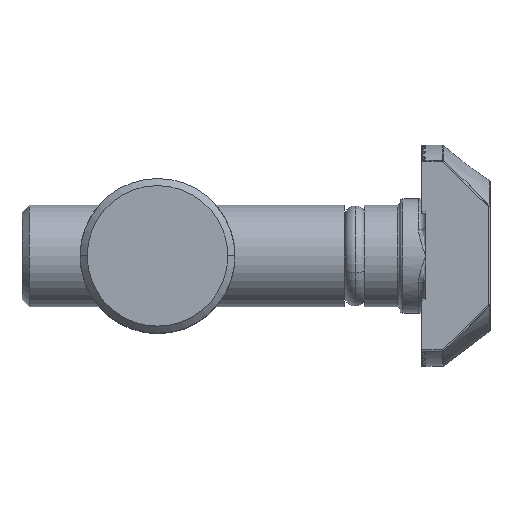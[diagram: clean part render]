
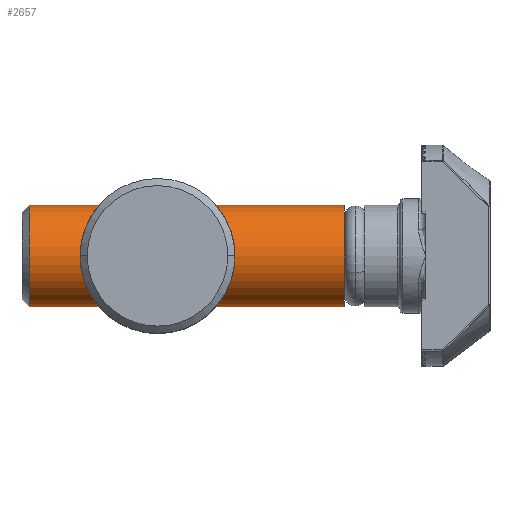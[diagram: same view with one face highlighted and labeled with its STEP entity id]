
A CAD part, top view. The second image highlights one B-rep face of the part: STEP entity #2657.
In plain terms, the highlighted cylindrical face has radius 3.55 mm (diameter 7.1 mm), a partial arc.
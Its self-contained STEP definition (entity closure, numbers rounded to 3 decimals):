
#237 = ORIENTED_EDGE ( 'NONE', *, *, #12773, .T. ) ;
#345 = CARTESIAN_POINT ( 'NONE',  ( 0., 22.6, -3.55 ) ) ;
#1365 = DIRECTION ( 'NONE',  ( 0., 0., -1. ) ) ;
#1404 = CARTESIAN_POINT ( 'NONE',  ( 0., 0., 0. ) ) ;
#1455 = LINE ( 'NONE', #8215, #9451 ) ;
#1881 = ORIENTED_EDGE ( 'NONE', *, *, #5673, .T. ) ;
#2657 = ADVANCED_FACE ( 'NONE', ( #11288 ), #5058, .T. ) ;
#3124 = AXIS2_PLACEMENT_3D ( 'NONE', #10683, #4405, #11748 ) ;
#3492 = DIRECTION ( 'NONE',  ( 0., -1., 0. ) ) ;
#3679 = VECTOR ( 'NONE', #13036, 1000. ) ;
#3891 = ORIENTED_EDGE ( 'NONE', *, *, #5663, .T. ) ;
#3901 = CIRCLE ( 'NONE', #7025, 3.55 ) ;
#4020 = LINE ( 'NONE', #10910, #3679 ) ;
#4405 = DIRECTION ( 'NONE',  ( 0., -1., 0. ) ) ;
#4511 = CARTESIAN_POINT ( 'NONE',  ( 0., 22.6, 3.55 ) ) ;
#5058 = CYLINDRICAL_SURFACE ( 'NONE', #10478, 3.55 ) ;
#5120 = VERTEX_POINT ( 'NONE', #345 ) ;
#5122 = DIRECTION ( 'NONE',  ( 0., 1., 0. ) ) ;
#5663 = EDGE_CURVE ( 'NONE', #13277, #11876, #3901, .T. ) ;
#5673 = EDGE_CURVE ( 'NONE', #12208, #13277, #1455, .T. ) ;
#6020 = EDGE_LOOP ( 'NONE', ( #237, #1881, #3891, #7137 ) ) ;
#6454 = CIRCLE ( 'NONE', #3124, 3.55 ) ;
#7025 = AXIS2_PLACEMENT_3D ( 'NONE', #11397, #5122, #12460 ) ;
#7137 = ORIENTED_EDGE ( 'NONE', *, *, #9367, .F. ) ;
#8215 = CARTESIAN_POINT ( 'NONE',  ( 0., 0., 3.55 ) ) ;
#9243 = CARTESIAN_POINT ( 'NONE',  ( 0., 0.5, 3.55 ) ) ;
#9367 = EDGE_CURVE ( 'NONE', #5120, #11876, #4020, .T. ) ;
#9451 = VECTOR ( 'NONE', #10347, 1000. ) ;
#10347 = DIRECTION ( 'NONE',  ( 0., -1., 0. ) ) ;
#10478 = AXIS2_PLACEMENT_3D ( 'NONE', #1404, #3492, #1365 ) ;
#10683 = CARTESIAN_POINT ( 'NONE',  ( 0., 22.6, 0. ) ) ;
#10910 = CARTESIAN_POINT ( 'NONE',  ( 0., 0., -3.55 ) ) ;
#11288 = FACE_OUTER_BOUND ( 'NONE', #6020, .T. ) ;
#11397 = CARTESIAN_POINT ( 'NONE',  ( 0., 0.5, 0. ) ) ;
#11748 = DIRECTION ( 'NONE',  ( 0., 0., -1. ) ) ;
#11876 = VERTEX_POINT ( 'NONE', #12435 ) ;
#12208 = VERTEX_POINT ( 'NONE', #4511 ) ;
#12435 = CARTESIAN_POINT ( 'NONE',  ( 0., 0.5, -3.55 ) ) ;
#12460 = DIRECTION ( 'NONE',  ( 0., 0., 1. ) ) ;
#12773 = EDGE_CURVE ( 'NONE', #5120, #12208, #6454, .T. ) ;
#13036 = DIRECTION ( 'NONE',  ( 0., -1., 0. ) ) ;
#13277 = VERTEX_POINT ( 'NONE', #9243 ) ;
